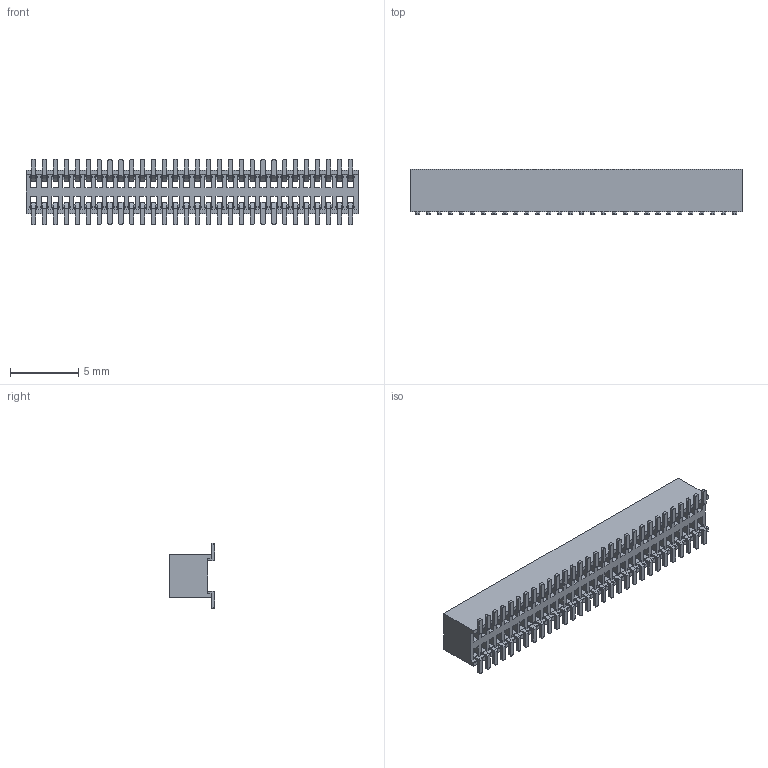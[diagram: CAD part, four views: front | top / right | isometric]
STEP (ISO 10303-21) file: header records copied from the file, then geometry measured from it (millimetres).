
FILE_DESCRIPTION((''),'2;1');
FILE_NAME('FFH08001-40P','2024-04-11T',('工程三'),(''),'PRO/ENGINEER BY PARAMETRIC TECHNOLOGY CORPORATION, 2010280','PRO/ENGINEER BY PARAMETRIC TECHNOLOGY CORPORATION, 2010280','');
FILE_SCHEMA(('CONFIG_CONTROL_DESIGN'));
Products named in the file (1): FFH08001-40P
Bounding box: 24.3 x 3.3 x 4.8 mm (x, y, z)
Volume: 161.6 mm3; surface area: 1036.9 mm2
Topology: 61 solids, 61 shells, 2472 faces, 6572 edges, 4224 vertices
Faces by surface type: plane 1872, cylinder 600
Entity records: 75838 total; most frequent: CARTESIAN_POINT 13268, ORIENTED_EDGE 13144, DIRECTION 12716, EDGE_CURVE 6572, VECTOR 5372, LINE 5372, VERTEX_POINT 4224, AXIS2_PLACEMENT_3D 3672
